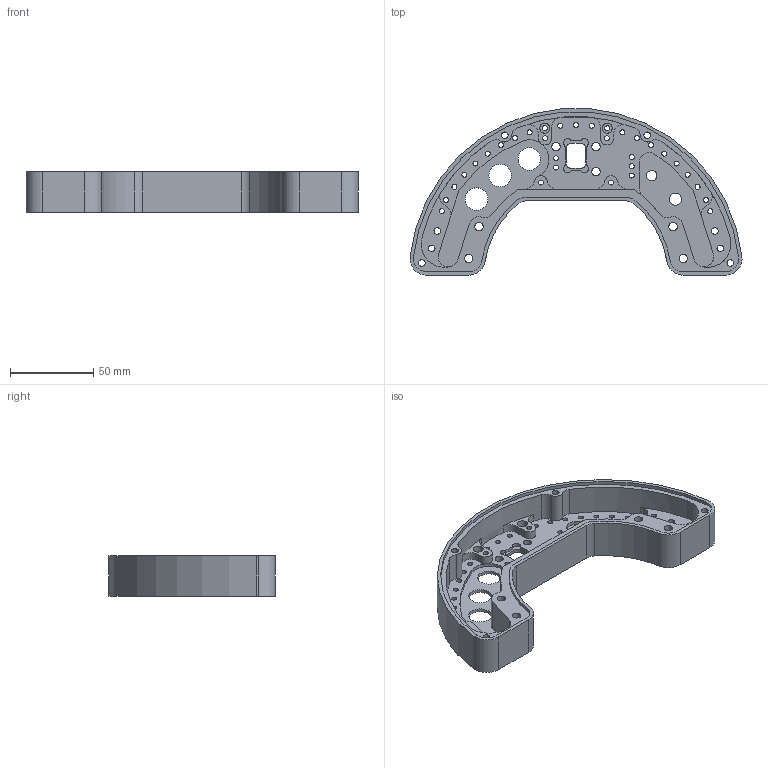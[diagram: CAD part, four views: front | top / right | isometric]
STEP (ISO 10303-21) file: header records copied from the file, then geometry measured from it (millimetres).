
FILE_DESCRIPTION (( 'STEP AP214' ), '1' );
FILE_NAME ('boitier.STEP', '2016-12-30T09:06:33', ( 'IICT' ), ( '' ), 'SwSTEP 2.0', 'SolidWorks 2014', '' );
FILE_SCHEMA (( 'AUTOMOTIVE_DESIGN' ));
Length unit declared in the file: millimetre
Products named in the file (2): boitier
Bounding box: 198.87 x 99.63 x 24 mm (x, y, z)
Volume: 109093.7 mm3; surface area: 50605.9 mm2
Topology: 1 solids, 1 shells, 222 faces, 644 edges, 429 vertices
Faces by surface type: cylinder 182, plane 40
Entity records: 7797 total; most frequent: DIRECTION 1468, CARTESIAN_POINT 1297, ORIENTED_EDGE 1288, EDGE_CURVE 644, AXIS2_PLACEMENT_3D 600, VERTEX_POINT 429, CIRCLE 376, EDGE_LOOP 333
